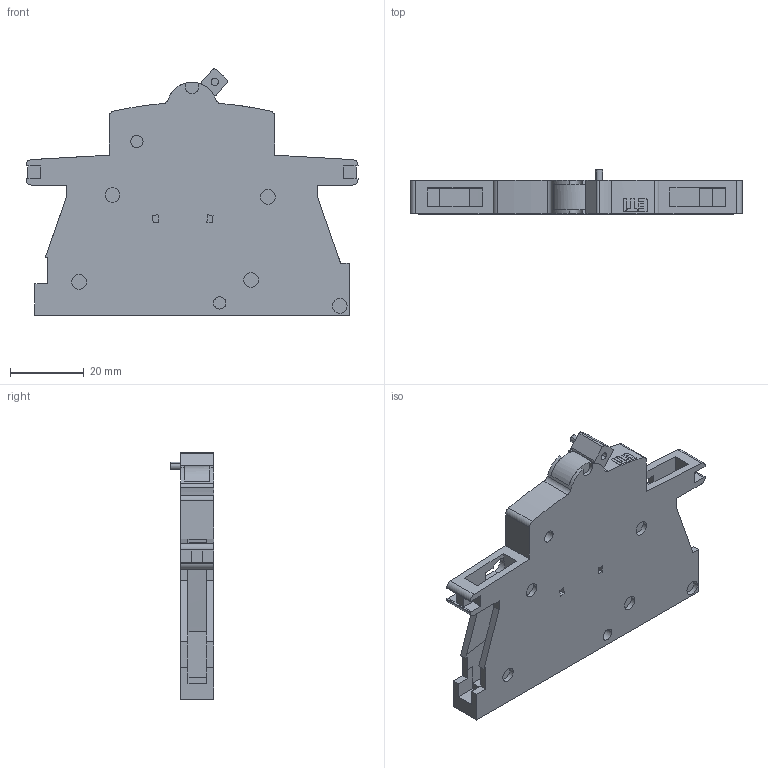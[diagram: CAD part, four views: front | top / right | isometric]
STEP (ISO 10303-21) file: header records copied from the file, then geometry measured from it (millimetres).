
FILE_DESCRIPTION((''),'2;1');
FILE_NAME('004181132-3D-MODEL_ASM','2024-02-16T12:34:41',('klemen.sitar'),('Audax d.o.o.'),'CREO PARAMETRIC BY PTC INC, 2021304','CREO PARAMETRIC BY PTC INC, 2021304','');
FILE_SCHEMA(('AP242_MANAGED_MODEL_BASED_3D_ENGINEERING_MIM_LF { 1 0 10303 442 1 1 4 }'));
Length unit declared in the file: millimetre
Products named in the file (4): 768900101-3D-MODEL; PART1_1_3_1; PRT0002; 004181132-3D-MODEL_ASM
Assembly tree (3 placements, depth 2):
  004181132-3D-MODEL_ASM
    768900101-3D-MODEL
    PART1_1_3_1
    PRT0002
Bounding box: 89.8 x 11.82 x 66.63 mm (x, y, z)
Volume: 32050.2 mm3; surface area: 13718 mm2
Topology: 5 solids, 5 shells, 243 faces, 643 edges, 420 vertices
Faces by surface type: plane 189, cylinder 54
Entity records: 11784 total; most frequent: CARTESIAN_POINT 1507, ORIENTED_EDGE 1286, DIRECTION 1245, PRESENTATION_STYLE_ASSIGNMENT 880, STYLED_ITEM 871, CURVE_STYLE 643, EDGE_CURVE 643, VECTOR 503
